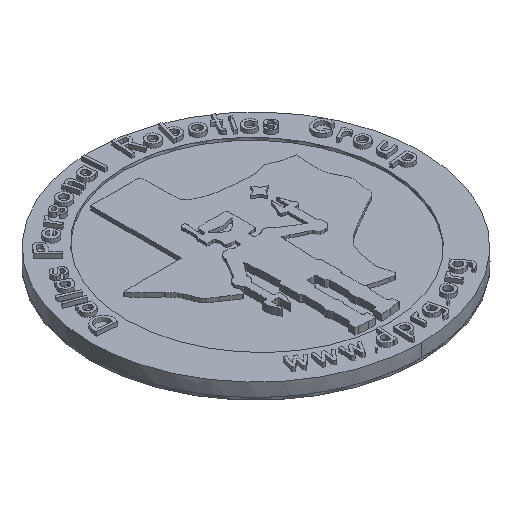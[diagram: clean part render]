
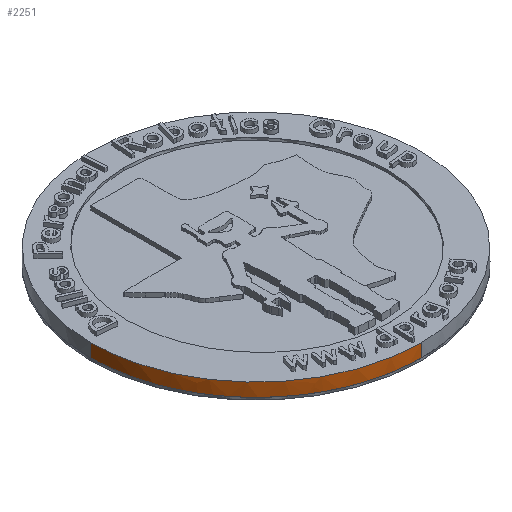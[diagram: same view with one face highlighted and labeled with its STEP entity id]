
A CAD part, isometric view. The second image highlights one B-rep face of the part: STEP entity #2251.
In plain terms, the highlighted face is a extrusion surface.
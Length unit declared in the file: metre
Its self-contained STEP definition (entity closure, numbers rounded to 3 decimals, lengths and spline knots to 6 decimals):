
#2251=ADVANCED_FACE('42:3',(#4528),#4529,.T.);
#4528=FACE_OUTER_BOUND('',#7440,.T.);
#4529=SURFACE_OF_LINEAR_EXTRUSION('',#7441,#7442);
#7440=EDGE_LOOP('',(#14016,#14017,#14018,#14019,#14020));
#7441=B_SPLINE_CURVE_WITH_KNOTS('',3,(#14021,#14022,#14023,#14024),.UNSPECIFIED.,.F.,.F.,(4,4),(-1.0,-0.0),.UNSPECIFIED.);
#7442=VECTOR('',#14025,1.0);
#14016=ORIENTED_EDGE('',*,*,#17449,.T.);
#14017=ORIENTED_EDGE('',*,*,#17450,.F.);
#14018=ORIENTED_EDGE('',*,*,#15718,.F.);
#14019=ORIENTED_EDGE('',*,*,#15714,.F.);
#14020=ORIENTED_EDGE('',*,*,#17451,.T.);
#14021=CARTESIAN_POINT('',(0.117614,0.16127,0.0));
#14022=CARTESIAN_POINT('',(0.117614,0.14384,0.0));
#14023=CARTESIAN_POINT('',(0.131744,0.129711,0.0));
#14024=CARTESIAN_POINT('',(0.149175,0.129711,0.0));
#14025=DIRECTION('',(-0.0,-0.0,1.0));
#15714=EDGE_CURVE('42:58649',#19453,#19454,#19455,.T.);
#15718=EDGE_CURVE('42:58652',#19454,#19459,#19460,.T.);
#17449=EDGE_CURVE('42:819',#21637,#21638,#21639,.T.);
#17450=EDGE_CURVE('42:822',#19459,#21638,#21640,.T.);
#17451=EDGE_CURVE('42:828',#19453,#21637,#21641,.T.);
#19453=VERTEX_POINT('',#24065);
#19454=VERTEX_POINT('',#24066);
#19455=B_SPLINE_CURVE_WITH_KNOTS('',3,(#24067,#24068,#24069,#24070),.UNSPECIFIED.,.F.,.F.,(4,4),(0.0,1.0),.UNSPECIFIED.);
#19459=VERTEX_POINT('',#24077);
#19460=B_SPLINE_CURVE_WITH_KNOTS('',3,(#24078,#24079,#24080,#24081),.UNSPECIFIED.,.F.,.F.,(4,4),(0.0,1.0),.UNSPECIFIED.);
#21637=VERTEX_POINT('',#27118);
#21638=VERTEX_POINT('',#27119);
#21639=B_SPLINE_CURVE_WITH_KNOTS('',3,(#27120,#27121,#27122,#27123),.UNSPECIFIED.,.F.,.F.,(4,4),(0.0,1.0),.UNSPECIFIED.);
#21640=LINE('',#27124,#27125);
#21641=LINE('',#27126,#27127);
#24065=CARTESIAN_POINT('',(0.149175,0.129711,0.0));
#24066=CARTESIAN_POINT('',(0.119362,0.150886,0.0));
#24067=CARTESIAN_POINT('',(0.149175,0.129711,0.0));
#24068=CARTESIAN_POINT('',(0.131744,0.129711,0.0));
#24069=CARTESIAN_POINT('',(0.117614,0.14384,0.0));
#24070=CARTESIAN_POINT('',(0.117614,0.16127,0.0));
#24077=CARTESIAN_POINT('',(0.117614,0.16127,0.0));
#24078=CARTESIAN_POINT('',(0.149175,0.129711,0.0));
#24079=CARTESIAN_POINT('',(0.131744,0.129711,0.0));
#24080=CARTESIAN_POINT('',(0.117614,0.14384,0.0));
#24081=CARTESIAN_POINT('',(0.117614,0.16127,0.0));
#27118=CARTESIAN_POINT('',(0.149175,0.129711,0.0025));
#27119=CARTESIAN_POINT('',(0.117614,0.16127,0.0025));
#27120=CARTESIAN_POINT('',(0.149175,0.129711,0.0025));
#27121=CARTESIAN_POINT('',(0.131744,0.129711,0.0025));
#27122=CARTESIAN_POINT('',(0.117614,0.14384,0.0025));
#27123=CARTESIAN_POINT('',(0.117614,0.16127,0.0025));
#27124=CARTESIAN_POINT('',(0.117614,0.16127,0.0));
#27125=VECTOR('',#30853,1.0);
#27126=CARTESIAN_POINT('',(0.149175,0.129711,0.0));
#27127=VECTOR('',#30854,1.0);
#30853=DIRECTION('',(-0.0,-0.0,1.0));
#30854=DIRECTION('',(-0.0,-0.0,1.0));
